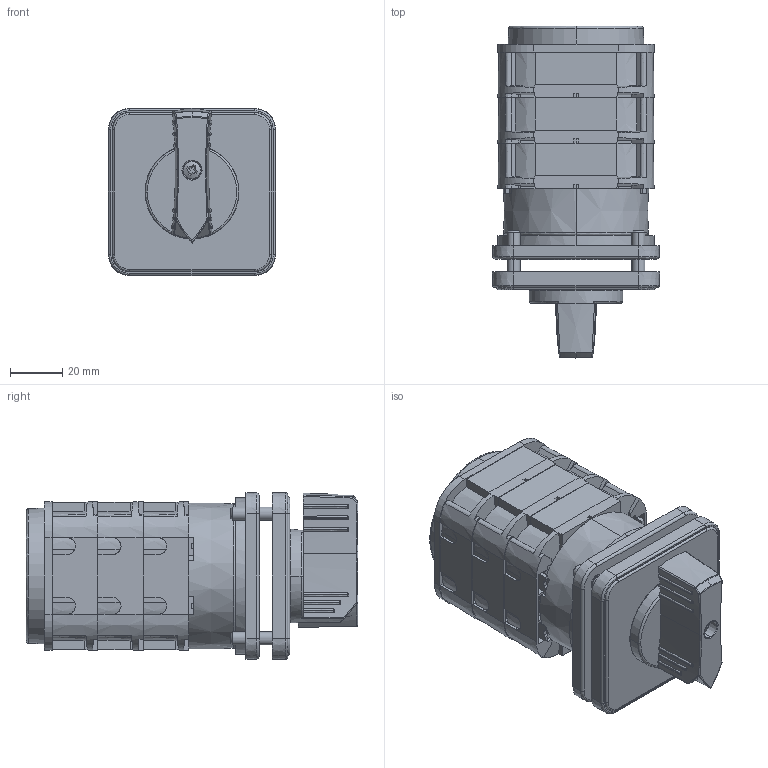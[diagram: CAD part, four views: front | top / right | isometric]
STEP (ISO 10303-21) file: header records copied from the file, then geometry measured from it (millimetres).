
FILE_DESCRIPTION (( 'STEP AP203' ), '1' );
FILE_NAME ('Z451-3.H08B.STEP', '2021-08-19T18:51:20', ( '' ), ( '' ), 'SwSTEP 2.0', 'SolidWorks 2021', '' );
FILE_SCHEMA (( 'CONFIG_CONTROL_DESIGN' ));
Products named in the file (1): Z451-3.H08B
Bounding box: 64.21 x 127.5 x 64.21 mm (x, y, z)
Volume: 257278.4 mm3; surface area: 113465.9 mm2
Topology: 23 solids, 99 shells, 3861 faces, 10254 edges, 6649 vertices
Faces by surface type: plane 2210, cone 933, cylinder 375, bspline 279, torus 42, sphere 22
Entity records: 153859 total; most frequent: CARTESIAN_POINT 60381, ORIENTED_EDGE 20498, DIRECTION 18403, EDGE_CURVE 10249, VERTEX_POINT 6649, AXIS2_PLACEMENT_3D 6462, VECTOR 5479, LINE 5479
